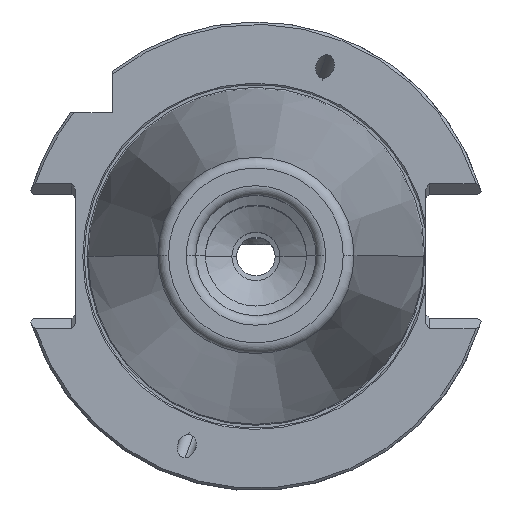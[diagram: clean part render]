
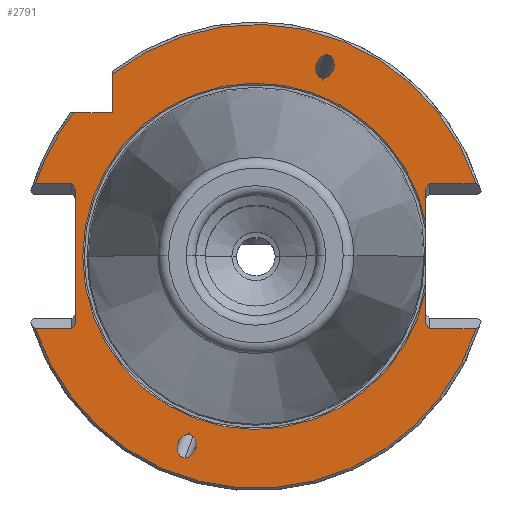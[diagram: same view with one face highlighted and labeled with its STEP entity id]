
A CAD part, top view. The second image highlights one B-rep face of the part: STEP entity #2791.
In plain terms, the highlighted planar face has unit normal (0, 0, 1).
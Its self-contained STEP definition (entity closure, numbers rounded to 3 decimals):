
#1003=VERTEX_POINT('NONE',#2871);
#1005=EDGE_CURVE('NONE',#2601,#1489,#2873,.T.);
#1025=EDGE_CURVE('NONE',#2111,#1959,#2893,.T.);
#1031=EDGE_CURVE('NONE',#1003,#1519,#2899,.T.);
#1073=VERTEX_POINT('NONE',#2947);
#1143=VERTEX_POINT('NONE',#3024);
#1151=EDGE_CURVE('NONE',#2049,#1875,#3032,.T.);
#1163=VERTEX_POINT('NONE',#3046);
#1303=EDGE_CURVE('NONE',#1163,#1679,#3206,.T.);
#1359=EDGE_CURVE('NONE',#1947,#1163,#3268,.T.);
#1409=EDGE_CURVE('NONE',#1875,#2049,#3325,.T.);
#1439=EDGE_CURVE('NONE',#1679,#1803,#3357,.T.);
#1461=EDGE_CURVE('NONE',#2721,#1967,#3379,.T.);
#1489=VERTEX_POINT('NONE',#3408);
#1519=VERTEX_POINT('NONE',#3438);
#1527=VERTEX_POINT('NONE',#3447);
#1577=VERTEX_POINT('NONE',#3505);
#1625=EDGE_CURVE('NONE',#1003,#1947,#3559,.T.);
#1679=VERTEX_POINT('NONE',#3621);
#1691=VERTEX_POINT('NONE',#3634);
#1803=VERTEX_POINT('NONE',#3761);
#1875=VERTEX_POINT('NONE',#3840);
#1899=EDGE_CURVE('NONE',#1959,#2111,#3869,.T.);
#1921=EDGE_CURVE('NONE',#1143,#2601,#3894,.T.);
#1941=EDGE_CURVE('NONE',#2721,#1519,#3917,.T.);
#1947=VERTEX_POINT('NONE',#3923);
#1951=VERTEX_POINT('NONE',#3927);
#1959=VERTEX_POINT('NONE',#3936);
#1967=VERTEX_POINT('NONE',#3944);
#2011=VERTEX_POINT('NONE',#3998);
#2049=VERTEX_POINT('NONE',#4039);
#2059=EDGE_CURVE('NONE',#1489,#1951,#4050,.T.);
#2111=VERTEX_POINT('NONE',#4106);
#2213=EDGE_CURVE('NONE',#1691,#2011,#4217,.T.);
#2255=EDGE_CURVE('NONE',#2389,#1967,#4265,.T.);
#2259=EDGE_CURVE('NONE',#1143,#1527,#4269,.T.);
#2265=EDGE_CURVE('NONE',#1951,#1577,#4275,.T.);
#2311=EDGE_CURVE('NONE',#1073,#1577,#4326,.T.);
#2389=VERTEX_POINT('NONE',#4414);
#2601=VERTEX_POINT('NONE',#4650);
#2609=EDGE_CURVE('NONE',#2389,#2011,#4659,.T.);
#2721=VERTEX_POINT('NONE',#4779);
#2725=EDGE_CURVE('NONE',#1527,#1803,#4784,.T.);
#2787=EDGE_CURVE('NONE',#1691,#1073,#4851,.T.);
#2791=ADVANCED_FACE('NONE',(#4855,#4856,#4857),#4858,.F.);
#2871=CARTESIAN_POINT('',(-45.816,-15.05,-1.5));
#2873=LINE('',#4967,#4968);
#2893=(B_SPLINE_CURVE(3,(#5000,#5001,#5002,#5003),.UNSPECIFIED.,.F.,.F.)B_SPLINE_CURVE_WITH_KNOTS((4,4),(2.87,6.011),.UNSPECIFIED.)RATIONAL_B_SPLINE_CURVE((1.0,0.333,0.333,1.0))BOUNDED_CURVE()REPRESENTATION_ITEM('')GEOMETRIC_REPRESENTATION_ITEM()CURVE());
#2899=LINE('',#5018,#5019);
#2947=CARTESIAN_POINT('',(-29.85,29.85,-1.5));
#3024=CARTESIAN_POINT('',(35.3,7.065,-1.5));
#3032=(B_SPLINE_CURVE(3,(#5244,#5245,#5246,#5247),.UNSPECIFIED.,.F.,.F.)B_SPLINE_CURVE_WITH_KNOTS((4,4),(2.87,6.011),.UNSPECIFIED.)RATIONAL_B_SPLINE_CURVE((1.0,0.333,0.333,1.0))BOUNDED_CURVE()REPRESENTATION_ITEM('')GEOMETRIC_REPRESENTATION_ITEM()CURVE());
#3046=CARTESIAN_POINT('',(36.05,-15.05,-1.5));
#3206=LINE('',#5543,#5544);
#3268=LINE('',#5632,#5633);
#3325=(B_SPLINE_CURVE(3,(#5721,#5722,#5723,#5724),.UNSPECIFIED.,.F.,.F.)B_SPLINE_CURVE_WITH_KNOTS((4,4),(6.011,9.153),.UNSPECIFIED.)RATIONAL_B_SPLINE_CURVE((1.0,0.333,0.333,1.0))BOUNDED_CURVE()REPRESENTATION_ITEM('')GEOMETRIC_REPRESENTATION_ITEM()CURVE());
#3357=LINE('',#5782,#5783);
#3379=LINE('',#5810,#5811);
#3408=CARTESIAN_POINT('',(36.05,15.05,-1.5));
#3438=CARTESIAN_POINT('',(-38.25,-15.05,-1.5));
#3447=CARTESIAN_POINT('',(-36.0,0.,-1.5));
#3505=CARTESIAN_POINT('',(-29.85,37.876,-1.5));
#3559=CIRCLE('',#6083,48.225);
#3621=CARTESIAN_POINT('',(35.3,-13.989,-1.5));
#3634=CARTESIAN_POINT('',(-37.876,29.85,-1.5));
#3761=CARTESIAN_POINT('',(35.3,-7.065,-1.5));
#3840=CARTESIAN_POINT('',(14.702,41.887,-1.5));
#3869=(B_SPLINE_CURVE(3,(#6623,#6624,#6625,#6626),.UNSPECIFIED.,.F.,.F.)B_SPLINE_CURVE_WITH_KNOTS((4,4),(6.011,9.153),.UNSPECIFIED.)RATIONAL_B_SPLINE_CURVE((1.0,0.333,0.333,1.0))BOUNDED_CURVE()REPRESENTATION_ITEM('')GEOMETRIC_REPRESENTATION_ITEM()CURVE());
#3894=LINE('',#6676,#6677);
#3917=LINE('',#6717,#6718);
#3923=CARTESIAN_POINT('',(45.816,-15.05,-1.5));
#3927=CARTESIAN_POINT('',(45.816,15.05,-1.5));
#3936=CARTESIAN_POINT('',(-14.702,-41.887,-1.5));
#3944=CARTESIAN_POINT('',(-37.5,13.989,-1.5));
#3998=CARTESIAN_POINT('',(-45.816,15.05,-1.5));
#4039=CARTESIAN_POINT('',(14.027,37.047,-1.5));
#4050=LINE('',#6885,#6886);
#4106=CARTESIAN_POINT('',(-14.027,-37.047,-1.5));
#4217=CIRCLE('',#7122,48.225);
#4265=LINE('',#7179,#7180);
#4269=CIRCLE('',#7187,36.0);
#4275=CIRCLE('',#7194,48.225);
#4326=LINE('',#7306,#7307);
#4414=CARTESIAN_POINT('',(-38.25,15.05,-1.5));
#4650=CARTESIAN_POINT('',(35.3,13.989,-1.5));
#4659=LINE('',#7912,#7913);
#4779=CARTESIAN_POINT('',(-37.5,-13.989,-1.5));
#4784=CIRCLE('',#8121,36.0);
#4851=LINE('',#8218,#8219);
#4855=FACE_OUTER_BOUND('',#8227,.T.);
#4856=FACE_BOUND('',#8228,.T.);
#4857=FACE_BOUND('',#8229,.T.);
#4858=PLANE('',#8230);
#4967=CARTESIAN_POINT('',(0.372,-35.407,-1.5));
#4968=VECTOR('',#8299,1000.0);
#5000=CARTESIAN_POINT('',(-14.027,-37.047,-1.5));
#5001=CARTESIAN_POINT('',(-10.132,-37.047,-1.5));
#5002=CARTESIAN_POINT('',(-10.807,-41.887,-1.5));
#5003=CARTESIAN_POINT('',(-14.702,-41.887,-1.5));
#5018=CARTESIAN_POINT('',(0.,-15.05,-1.5));
#5019=VECTOR('',#8308,1000.0);
#5244=CARTESIAN_POINT('',(14.027,37.047,-1.5));
#5245=CARTESIAN_POINT('',(10.132,37.047,-1.5));
#5246=CARTESIAN_POINT('',(10.807,41.887,-1.5));
#5247=CARTESIAN_POINT('',(14.702,41.887,-1.5));
#5543=CARTESIAN_POINT('',(33.506,-11.452,-1.5));
#5544=VECTOR('',#8679,1000.0);
#5632=CARTESIAN_POINT('',(0.,-15.05,-1.5));
#5633=VECTOR('',#8754,1000.0);
#5721=CARTESIAN_POINT('',(14.702,41.887,-1.5));
#5722=CARTESIAN_POINT('',(18.598,41.887,-1.5));
#5723=CARTESIAN_POINT('',(17.923,37.047,-1.5));
#5724=CARTESIAN_POINT('',(14.027,37.047,-1.5));
#5782=CARTESIAN_POINT('',(35.3,-35.144,-1.5));
#5783=VECTOR('',#8866,1000.0);
#5810=CARTESIAN_POINT('',(-37.5,-35.144,-1.5));
#5811=VECTOR('',#8879,1000.0);
#6083=AXIS2_PLACEMENT_3D('',#9051,#9052,#9053);
#6623=CARTESIAN_POINT('',(-14.702,-41.887,-1.5));
#6624=CARTESIAN_POINT('',(-18.598,-41.887,-1.5));
#6625=CARTESIAN_POINT('',(-17.923,-37.047,-1.5));
#6626=CARTESIAN_POINT('',(-14.027,-37.047,-1.5));
#6676=CARTESIAN_POINT('',(35.3,-35.144,-1.5));
#6677=VECTOR('',#9450,1000.0);
#6717=CARTESIAN_POINT('',(-34.972,-10.415,-1.5));
#6718=VECTOR('',#9490,1000.0);
#6885=CARTESIAN_POINT('',(0.,15.05,-1.5));
#6886=VECTOR('',#9648,1000.0);
#7122=AXIS2_PLACEMENT_3D('',#9827,#9828,#9829);
#7179=CARTESIAN_POINT('',(-1.838,-36.444,-1.5));
#7180=VECTOR('',#9894,1000.0);
#7187=AXIS2_PLACEMENT_3D('',#9896,#9897,#9898);
#7194=AXIS2_PLACEMENT_3D('',#9899,#9900,#9901);
#7306=CARTESIAN_POINT('',(-29.85,29.85,-1.5));
#7307=VECTOR('',#9954,1000.0);
#7912=CARTESIAN_POINT('',(0.,15.05,-1.5));
#7913=VECTOR('',#10365,1000.0);
#8121=AXIS2_PLACEMENT_3D('',#10484,#10485,#10486);
#8218=CARTESIAN_POINT('',(-49.85,29.85,-1.5));
#8219=VECTOR('',#10553,1000.0);
#8227=EDGE_LOOP('',(#10555,#10556,#10557,#10558,#10559,#10560,#10561,#10562,#10563,#10564,#10565,#10566,#10567,#10568,#10569,#10570,#10571,#10572));
#8228=EDGE_LOOP('',(#10573,#10574));
#8229=EDGE_LOOP('',(#10575,#10576));
#8230=AXIS2_PLACEMENT_3D('',#10577,#10578,#10579);
#8299=DIRECTION('',(0.577,0.816,0.));
#8308=DIRECTION('',(1.0,0.,0.));
#8679=DIRECTION('',(-0.577,0.816,0.));
#8754=DIRECTION('',(-1.0,0.,0.));
#8866=DIRECTION('',(0.,1.0,0.));
#8879=DIRECTION('',(0.,1.0,0.));
#9051=CARTESIAN_POINT('',(0.,0.,-1.5));
#9052=DIRECTION('',(0.,0.,1.0));
#9053=DIRECTION('',(1.0,0.,0.));
#9450=DIRECTION('',(0.,1.0,0.));
#9490=DIRECTION('',(-0.577,-0.816,0.));
#9648=DIRECTION('',(1.0,0.,0.));
#9827=CARTESIAN_POINT('',(0.,0.,-1.5));
#9828=DIRECTION('',(0.,0.,1.0));
#9829=DIRECTION('',(1.0,0.,0.));
#9894=DIRECTION('',(0.577,-0.816,0.));
#9896=CARTESIAN_POINT('',(0.,0.,-1.5));
#9897=DIRECTION('',(0.,0.,1.0));
#9898=DIRECTION('',(1.0,0.,0.));
#9899=CARTESIAN_POINT('',(0.,0.,-1.5));
#9900=DIRECTION('',(0.,0.,1.0));
#9901=DIRECTION('',(1.0,0.,0.));
#9954=DIRECTION('',(0.,1.0,0.));
#10365=DIRECTION('',(-1.0,0.,0.));
#10484=CARTESIAN_POINT('',(0.,0.,-1.5));
#10485=DIRECTION('',(0.,0.,1.0));
#10486=DIRECTION('',(1.0,0.,0.));
#10553=DIRECTION('',(1.0,0.,0.));
#10555=ORIENTED_EDGE('',*,*,#1031,.F.);
#10556=ORIENTED_EDGE('',*,*,#1625,.T.);
#10557=ORIENTED_EDGE('',*,*,#1359,.T.);
#10558=ORIENTED_EDGE('',*,*,#1303,.T.);
#10559=ORIENTED_EDGE('',*,*,#1439,.T.);
#10560=ORIENTED_EDGE('',*,*,#2725,.F.);
#10561=ORIENTED_EDGE('',*,*,#2259,.F.);
#10562=ORIENTED_EDGE('',*,*,#1921,.T.);
#10563=ORIENTED_EDGE('',*,*,#1005,.T.);
#10564=ORIENTED_EDGE('',*,*,#2059,.T.);
#10565=ORIENTED_EDGE('',*,*,#2265,.T.);
#10566=ORIENTED_EDGE('',*,*,#2311,.F.);
#10567=ORIENTED_EDGE('',*,*,#2787,.F.);
#10568=ORIENTED_EDGE('',*,*,#2213,.T.);
#10569=ORIENTED_EDGE('',*,*,#2609,.F.);
#10570=ORIENTED_EDGE('',*,*,#2255,.T.);
#10571=ORIENTED_EDGE('',*,*,#1461,.F.);
#10572=ORIENTED_EDGE('',*,*,#1941,.T.);
#10573=ORIENTED_EDGE('',*,*,#1899,.T.);
#10574=ORIENTED_EDGE('',*,*,#1025,.T.);
#10575=ORIENTED_EDGE('',*,*,#1409,.T.);
#10576=ORIENTED_EDGE('',*,*,#1151,.T.);
#10577=CARTESIAN_POINT('',(0.,-35.144,-1.5));
#10578=DIRECTION('',(0.,0.,-1.0));
#10579=DIRECTION('',(0.,-1.0,0.));
